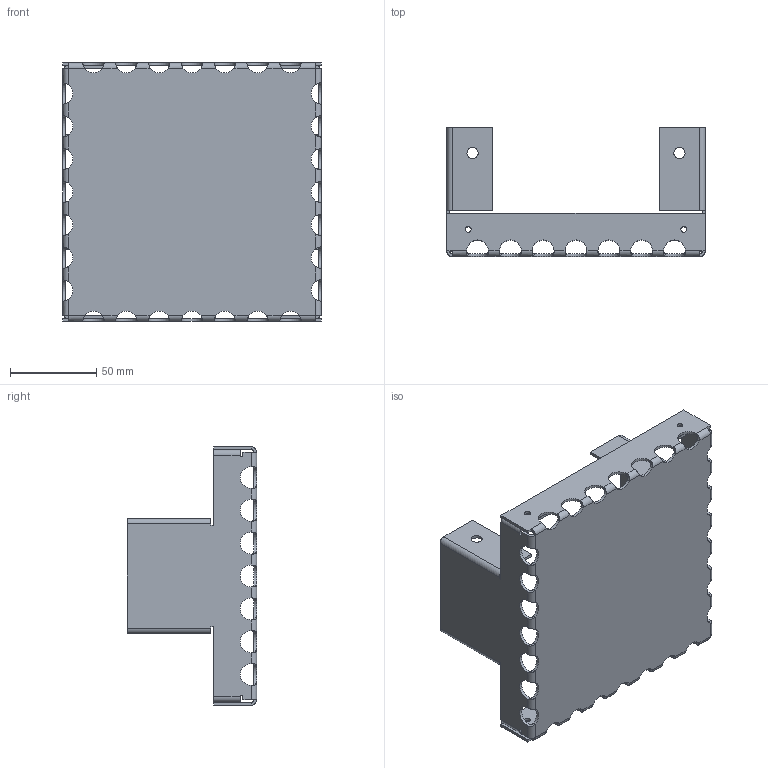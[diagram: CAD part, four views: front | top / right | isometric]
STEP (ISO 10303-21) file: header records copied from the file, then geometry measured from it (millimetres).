
FILE_DESCRIPTION(/* description */ (''),/* implementation_level */ '2;1');
FILE_NAME(/* name */ 'bed.stp',/* time_stamp */ '2016-06-29T22:09:26-07:00',/* author */ ('cruiser'),/* organization */ (''),/* preprocessor_version */ 'ST-DEVELOPER v15.2',/* originating_system */ 'Autodesk Inventor 2014',/* authorisation */ '');
FILE_SCHEMA (('AUTOMOTIVE_DESIGN { 1 0 10303 214 3 1 1 }'));
Length unit declared in the file: millimetre
Products named in the file (1): bed
Bounding box: 150 x 75 x 150 mm (x, y, z)
Volume: 70769 mm3; surface area: 93491 mm2
Topology: 1 solids, 1 shells, 322 faces, 864 edges, 488 vertices
Faces by surface type: cylinder 148, plane 118, bspline 56
Full cylindrical faces by diameter (mm): 3.3 x8, 6.5 x4
Entity records: 11260 total; most frequent: CARTESIAN_POINT 3511, ORIENTED_EDGE 1704, DIRECTION 1458, EDGE_CURVE 852, LINE 556, VECTOR 556, VERTEX_POINT 488, AXIS2_PLACEMENT_3D 451
